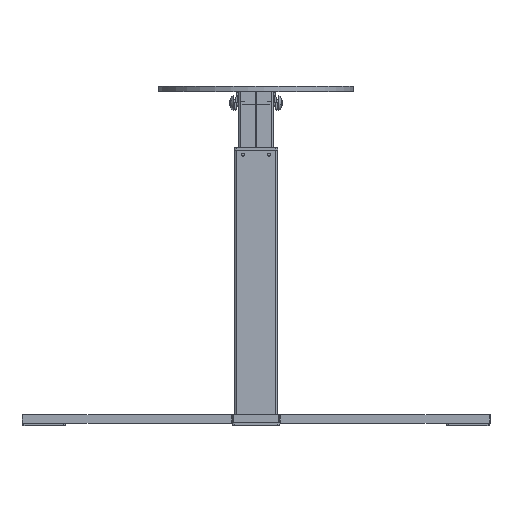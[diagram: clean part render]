
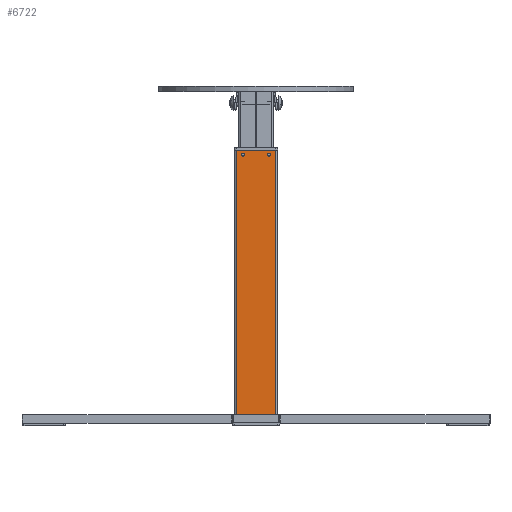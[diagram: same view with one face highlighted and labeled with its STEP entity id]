
A CAD part, top view. The second image highlights one B-rep face of the part: STEP entity #6722.
In plain terms, the highlighted planar face has unit normal (0, 0, 1).
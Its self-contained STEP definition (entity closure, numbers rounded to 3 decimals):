
#48 = PLANE ( 'NONE',  #10533 ) ;
#154 = ORIENTED_EDGE ( 'NONE', *, *, #3054, .F. ) ;
#170 = CARTESIAN_POINT ( 'NONE',  ( 13.3, 300., 25. ) ) ;
#313 = CIRCLE ( 'NONE', #8129, 1.7 ) ;
#504 = VECTOR ( 'NONE', #1264, 1000. ) ;
#629 = ORIENTED_EDGE ( 'NONE', *, *, #1530, .F. ) ;
#799 = CIRCLE ( 'NONE', #6177, 1.7 ) ;
#892 = CARTESIAN_POINT ( 'NONE',  ( -15., 300., 25. ) ) ;
#944 = DIRECTION ( 'NONE',  ( 0., 0., -1. ) ) ;
#1048 = DIRECTION ( 'NONE',  ( 1., 0., 0. ) ) ;
#1077 = ORIENTED_EDGE ( 'NONE', *, *, #10183, .F. ) ;
#1177 = EDGE_LOOP ( 'NONE', ( #154, #10728 ) ) ;
#1264 = DIRECTION ( 'NONE',  ( 0., -1., 0. ) ) ;
#1385 = VERTEX_POINT ( 'NONE', #7953 ) ;
#1496 = ORIENTED_EDGE ( 'NONE', *, *, #10154, .T. ) ;
#1530 = EDGE_CURVE ( 'NONE', #7927, #6221, #4072, .T. ) ;
#1654 = EDGE_CURVE ( 'NONE', #1791, #9031, #313, .T. ) ;
#1772 = EDGE_LOOP ( 'NONE', ( #5536, #629, #1077, #1496 ) ) ;
#1791 = VERTEX_POINT ( 'NONE', #170 ) ;
#1867 = AXIS2_PLACEMENT_3D ( 'NONE', #5224, #10142, #1048 ) ;
#2335 = CARTESIAN_POINT ( 'NONE',  ( 22.25, 305., 25. ) ) ;
#2424 = DIRECTION ( 'NONE',  ( 1., 0., 0. ) ) ;
#2484 = EDGE_CURVE ( 'NONE', #5810, #9479, #799, .T. ) ;
#2601 = LINE ( 'NONE', #8802, #504 ) ;
#2694 = DIRECTION ( 'NONE',  ( -1., 0., 0. ) ) ;
#3054 = EDGE_CURVE ( 'NONE', #9479, #5810, #8858, .T. ) ;
#3254 = DIRECTION ( 'NONE',  ( 1., 0., 0. ) ) ;
#3347 = CARTESIAN_POINT ( 'NONE',  ( 15., 300., 25. ) ) ;
#3734 = CARTESIAN_POINT ( 'NONE',  ( -16.7, 300., 25. ) ) ;
#3769 = AXIS2_PLACEMENT_3D ( 'NONE', #7959, #6204, #3775 ) ;
#3775 = DIRECTION ( 'NONE',  ( 1., 0., 0. ) ) ;
#3850 = LINE ( 'NONE', #9056, #10276 ) ;
#4072 = LINE ( 'NONE', #2335, #8523 ) ;
#4105 = DIRECTION ( 'NONE',  ( 0., 0., 1. ) ) ;
#4176 = DIRECTION ( 'NONE',  ( 1., 0., 0. ) ) ;
#5224 = CARTESIAN_POINT ( 'NONE',  ( -15., 300., 25. ) ) ;
#5536 = ORIENTED_EDGE ( 'NONE', *, *, #10675, .T. ) ;
#5785 = CARTESIAN_POINT ( 'NONE',  ( 22.25, 305., 25. ) ) ;
#5810 = VERTEX_POINT ( 'NONE', #3734 ) ;
#6018 = CARTESIAN_POINT ( 'NONE',  ( 22.25, 0., 25. ) ) ;
#6177 = AXIS2_PLACEMENT_3D ( 'NONE', #892, #9907, #3254 ) ;
#6204 = DIRECTION ( 'NONE',  ( 0., 0., 1. ) ) ;
#6221 = VERTEX_POINT ( 'NONE', #6018 ) ;
#6518 = CIRCLE ( 'NONE', #3769, 1.7 ) ;
#6535 = EDGE_LOOP ( 'NONE', ( #9626, #8173 ) ) ;
#6562 = FACE_BOUND ( 'NONE', #1177, .T. ) ;
#6703 = FACE_BOUND ( 'NONE', #6535, .T. ) ;
#6722 = ADVANCED_FACE ( 'NONE', ( #6703, #6562, #9048 ), #48, .F. ) ;
#6808 = CARTESIAN_POINT ( 'NONE',  ( -22.25, 305., 25. ) ) ;
#6917 = VERTEX_POINT ( 'NONE', #10092 ) ;
#7292 = VECTOR ( 'NONE', #10383, 1000. ) ;
#7927 = VERTEX_POINT ( 'NONE', #5785 ) ;
#7942 = CARTESIAN_POINT ( 'NONE',  ( -22.25, 305., 25. ) ) ;
#7953 = CARTESIAN_POINT ( 'NONE',  ( -22.25, 0., 25. ) ) ;
#7959 = CARTESIAN_POINT ( 'NONE',  ( 15., 300., 25. ) ) ;
#8129 = AXIS2_PLACEMENT_3D ( 'NONE', #3347, #4105, #4176 ) ;
#8173 = ORIENTED_EDGE ( 'NONE', *, *, #1654, .F. ) ;
#8409 = CARTESIAN_POINT ( 'NONE',  ( 16.7, 300., 25. ) ) ;
#8523 = VECTOR ( 'NONE', #9818, 1000. ) ;
#8802 = CARTESIAN_POINT ( 'NONE',  ( -22.25, 305., 25. ) ) ;
#8858 = CIRCLE ( 'NONE', #1867, 1.7 ) ;
#8880 = CARTESIAN_POINT ( 'NONE',  ( -13.3, 300., 25. ) ) ;
#8971 = LINE ( 'NONE', #7942, #7292 ) ;
#9031 = VERTEX_POINT ( 'NONE', #8409 ) ;
#9048 = FACE_OUTER_BOUND ( 'NONE', #1772, .T. ) ;
#9056 = CARTESIAN_POINT ( 'NONE',  ( -22.25, 0., 25. ) ) ;
#9297 = EDGE_CURVE ( 'NONE', #9031, #1791, #6518, .T. ) ;
#9479 = VERTEX_POINT ( 'NONE', #8880 ) ;
#9626 = ORIENTED_EDGE ( 'NONE', *, *, #9297, .F. ) ;
#9818 = DIRECTION ( 'NONE',  ( 0., -1., 0. ) ) ;
#9907 = DIRECTION ( 'NONE',  ( 0., 0., 1. ) ) ;
#10092 = CARTESIAN_POINT ( 'NONE',  ( -22.25, 305., 25. ) ) ;
#10142 = DIRECTION ( 'NONE',  ( 0., 0., 1. ) ) ;
#10154 = EDGE_CURVE ( 'NONE', #6917, #1385, #2601, .T. ) ;
#10183 = EDGE_CURVE ( 'NONE', #6917, #7927, #8971, .T. ) ;
#10276 = VECTOR ( 'NONE', #2424, 1000. ) ;
#10383 = DIRECTION ( 'NONE',  ( 1., 0., 0. ) ) ;
#10533 = AXIS2_PLACEMENT_3D ( 'NONE', #6808, #944, #2694 ) ;
#10675 = EDGE_CURVE ( 'NONE', #1385, #6221, #3850, .T. ) ;
#10728 = ORIENTED_EDGE ( 'NONE', *, *, #2484, .F. ) ;
